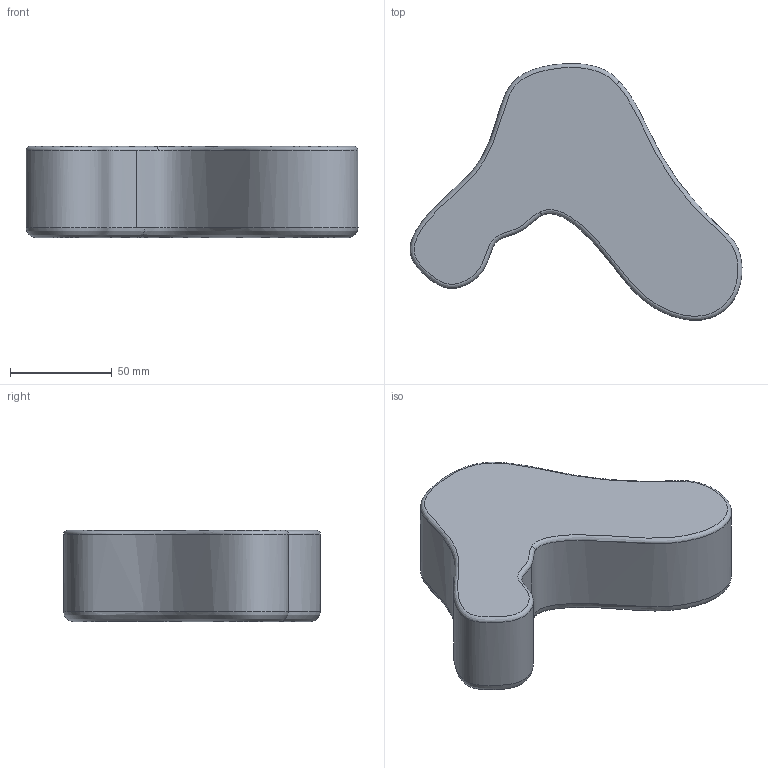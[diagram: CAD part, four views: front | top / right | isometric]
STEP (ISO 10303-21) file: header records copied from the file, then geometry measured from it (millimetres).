
FILE_DESCRIPTION (( 'STEP AP214' ), '1' );
FILE_NAME ('test4.STEP', '2022-05-27T10:27:13', ( '' ), ( '' ), 'SwSTEP 2.0', 'SolidWorks 2021', '' );
FILE_SCHEMA (( 'AUTOMOTIVE_DESIGN' ));
Length unit declared in the file: millimetre
Products named in the file (1): test4
Bounding box: 163.53 x 126.53 x 45 mm (x, y, z)
Volume: 475776.6 mm3; surface area: 41786.4 mm2
Topology: 1 solids, 1 shells, 8 faces, 18 edges, 12 vertices
Faces by surface type: bspline 6, plane 2
Entity records: 3515 total; most frequent: CARTESIAN_POINT 3340, ORIENTED_EDGE 36, EDGE_CURVE 18, DIRECTION 16, B_SPLINE_CURVE_WITH_KNOTS 12, VERTEX_POINT 12, FACE_OUTER_BOUND 8, EDGE_LOOP 8
